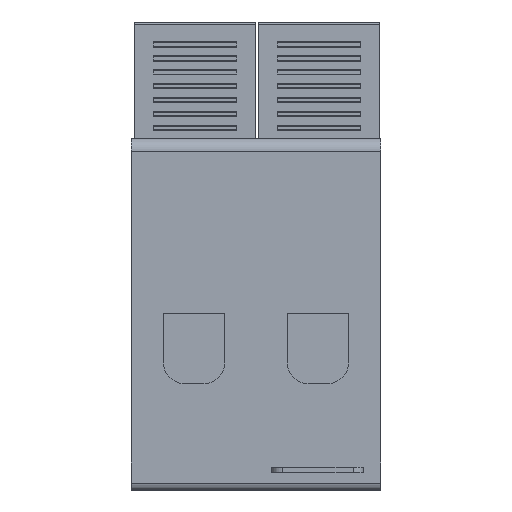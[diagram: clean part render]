
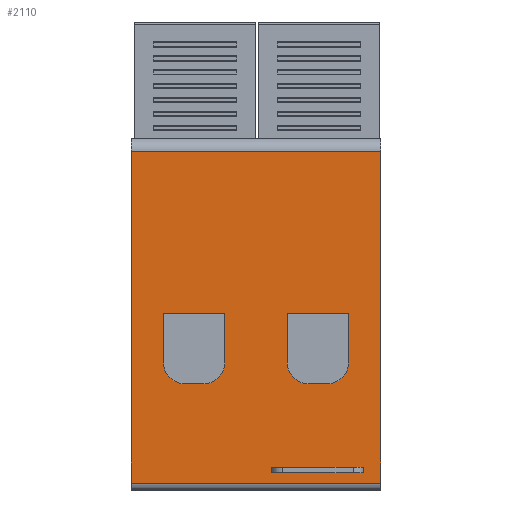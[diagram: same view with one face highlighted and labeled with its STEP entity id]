
A CAD part, left-side view. The second image highlights one B-rep face of the part: STEP entity #2110.
In plain terms, the highlighted planar face has unit normal (-1, 0, 0).
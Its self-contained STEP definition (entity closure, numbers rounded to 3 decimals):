
#278=DIRECTION('',(0.,0.,-1.));
#279=VECTOR('',#278,47.8);
#280=CARTESIAN_POINT('',(-57.99,13.3,43.696));
#281=LINE('',#280,#279);
#307=DIRECTION('',(0.,0.,1.));
#308=VECTOR('',#307,47.8);
#309=CARTESIAN_POINT('',(-57.99,-22.7,
-4.104));
#310=LINE('',#309,#308);
#503=CARTESIAN_POINT('',(-57.99,-12.2,13.196));
#504=DIRECTION('',(-1.,0.,0.));
#505=DIRECTION('',(0.,1.,0.));
#506=AXIS2_PLACEMENT_3D('',#503,#504,#505);
#511=CARTESIAN_POINT('',(-57.99,-15.,13.196));
#512=DIRECTION('',(-1.,0.,0.));
#513=DIRECTION('',(0.,0.,-1.));
#514=AXIS2_PLACEMENT_3D('',#511,#512,#513);
#519=CARTESIAN_POINT('',(-57.99,5.6,13.196));
#520=DIRECTION('',(-1.,0.,0.));
#521=DIRECTION('',(0.,1.,0.));
#522=AXIS2_PLACEMENT_3D('',#519,#520,#521);
#527=CARTESIAN_POINT('',(-57.99,2.8,13.196));
#528=DIRECTION('',(-1.,0.,0.));
#529=DIRECTION('',(0.,0.,-1.));
#530=AXIS2_PLACEMENT_3D('',#527,#528,#529);
#542=DIRECTION('',(0.,-1.,0.));
#543=VECTOR('',#542,36.);
#544=CARTESIAN_POINT('',(-57.99,13.3,-4.104));
#545=LINE('',#544,#543);
#556=DIRECTION('',(0.,1.,0.));
#557=VECTOR('',#556,36.);
#558=CARTESIAN_POINT('',(-57.99,-22.7,43.696));
#559=LINE('',#558,#557);
#1421=DIRECTION('',(0.,-1.,0.));
#1422=VECTOR('',#1421,8.8);
#1423=CARTESIAN_POINT('',(-57.99,-9.2,
20.296));
#1424=LINE('',#1423,#1422);
#1456=DIRECTION('',(0.,0.,-1.));
#1457=VECTOR('',#1456,7.1);
#1458=CARTESIAN_POINT('',(-57.99,-18.,
20.296));
#1459=LINE('',#1458,#1457);
#1477=DIRECTION('',(0.,1.,0.));
#1478=VECTOR('',#1477,2.8);
#1479=CARTESIAN_POINT('',(-57.99,-15.,
10.196));
#1480=LINE('',#1479,#1478);
#1498=DIRECTION('',(0.,0.,1.));
#1499=VECTOR('',#1498,7.1);
#1500=CARTESIAN_POINT('',(-57.99,-9.2,
13.196));
#1501=LINE('',#1500,#1499);
#1535=DIRECTION('',(0.,-1.,0.));
#1536=VECTOR('',#1535,8.8);
#1537=CARTESIAN_POINT('',(-57.99,8.6,20.296));
#1538=LINE('',#1537,#1536);
#1556=DIRECTION('',(0.,0.,-1.));
#1557=VECTOR('',#1556,7.1);
#1558=CARTESIAN_POINT('',(-57.99,-0.2,
20.296));
#1559=LINE('',#1558,#1557);
#1577=DIRECTION('',(0.,1.,0.));
#1578=VECTOR('',#1577,2.8);
#1579=CARTESIAN_POINT('',(-57.99,2.8,10.196));
#1580=LINE('',#1579,#1578);
#1605=DIRECTION('',(0.,0.,1.));
#1606=VECTOR('',#1605,7.1);
#1607=CARTESIAN_POINT('',(-57.99,8.6,13.196));
#1608=LINE('',#1607,#1606);
#1697=CARTESIAN_POINT('',(-57.99,13.3,43.696));
#1698=VERTEX_POINT('',#1697);
#1699=CARTESIAN_POINT('',(-57.99,13.3,
-4.104));
#1700=VERTEX_POINT('',#1699);
#1707=CARTESIAN_POINT('',(-57.99,-22.7,
-4.104));
#1708=CARTESIAN_POINT('',(-57.99,-22.7,
43.696));
#1709=VERTEX_POINT('',#1707);
#1710=VERTEX_POINT('',#1708);
#1757=CARTESIAN_POINT('',(-57.99,-9.2,
20.296));
#1758=CARTESIAN_POINT('',(-57.99,-18.,
20.296));
#1759=VERTEX_POINT('',#1757);
#1760=VERTEX_POINT('',#1758);
#1761=CARTESIAN_POINT('',(-57.99,-9.2,
13.196));
#1762=VERTEX_POINT('',#1761);
#1763=CARTESIAN_POINT('',(-57.99,-12.2,
10.196));
#1764=VERTEX_POINT('',#1763);
#1765=CARTESIAN_POINT('',(-57.99,-15.,
10.196));
#1766=VERTEX_POINT('',#1765);
#1767=CARTESIAN_POINT('',(-57.99,-18.,
13.196));
#1768=VERTEX_POINT('',#1767);
#1769=CARTESIAN_POINT('',(-57.99,8.6,20.296));
#1770=CARTESIAN_POINT('',(-57.99,-0.2,
20.296));
#1771=VERTEX_POINT('',#1769);
#1772=VERTEX_POINT('',#1770);
#1773=CARTESIAN_POINT('',(-57.99,8.6,13.196));
#1774=VERTEX_POINT('',#1773);
#1775=CARTESIAN_POINT('',(-57.99,5.6,10.196));
#1776=VERTEX_POINT('',#1775);
#1777=CARTESIAN_POINT('',(-57.99,2.8,10.196));
#1778=VERTEX_POINT('',#1777);
#1779=CARTESIAN_POINT('',(-57.99,-0.2,
13.196));
#1780=VERTEX_POINT('',#1779);
#2069=CARTESIAN_POINT('',(-57.99,31.3,43.696));
#2070=DIRECTION('',(1.,0.,0.));
#2071=DIRECTION('',(0.,0.,1.));
#2072=AXIS2_PLACEMENT_3D('',#2069,#2070,#2071);
#2073=PLANE('',#2072);
#2074=ORIENTED_EDGE('',*,*,#2013,.F.);
#2076=ORIENTED_EDGE('',*,*,#2075,.F.);
#2077=ORIENTED_EDGE('',*,*,#1984,.F.);
#2079=ORIENTED_EDGE('',*,*,#2078,.F.);
#2080=EDGE_LOOP('',(#2074,#2076,#2077,#2079));
#2081=FACE_OUTER_BOUND('',#2080,.F.);
#2083=ORIENTED_EDGE('',*,*,#2082,.F.);
#2085=ORIENTED_EDGE('',*,*,#2084,.F.);
#2087=ORIENTED_EDGE('',*,*,#2086,.T.);
#2089=ORIENTED_EDGE('',*,*,#2088,.F.);
#2091=ORIENTED_EDGE('',*,*,#2090,.T.);
#2093=ORIENTED_EDGE('',*,*,#2092,.F.);
#2094=EDGE_LOOP('',(#2083,#2085,#2087,#2089,#2091,#2093));
#2095=FACE_BOUND('',#2094,.F.);
#2097=ORIENTED_EDGE('',*,*,#2096,.F.);
#2099=ORIENTED_EDGE('',*,*,#2098,.F.);
#2101=ORIENTED_EDGE('',*,*,#2100,.T.);
#2103=ORIENTED_EDGE('',*,*,#2102,.F.);
#2105=ORIENTED_EDGE('',*,*,#2104,.T.);
#2107=ORIENTED_EDGE('',*,*,#2106,.F.);
#2108=EDGE_LOOP('',(#2097,#2099,#2101,#2103,#2105,#2107));
#2109=FACE_BOUND('',#2108,.F.);
#507=CIRCLE('',#506,3.);
#515=CIRCLE('',#514,3.);
#523=CIRCLE('',#522,3.);
#531=CIRCLE('',#530,3.);
#1984=EDGE_CURVE('',#1698,#1700,#281,.T.);
#2013=EDGE_CURVE('',#1709,#1710,#310,.T.);
#2075=EDGE_CURVE('',#1700,#1709,#545,.T.);
#2078=EDGE_CURVE('',#1710,#1698,#559,.T.);
#2082=EDGE_CURVE('',#1759,#1760,#1424,.T.);
#2084=EDGE_CURVE('',#1762,#1759,#1501,.T.);
#2086=EDGE_CURVE('',#1762,#1764,#507,.T.);
#2088=EDGE_CURVE('',#1766,#1764,#1480,.T.);
#2090=EDGE_CURVE('',#1766,#1768,#515,.T.);
#2092=EDGE_CURVE('',#1760,#1768,#1459,.T.);
#2096=EDGE_CURVE('',#1771,#1772,#1538,.T.);
#2098=EDGE_CURVE('',#1774,#1771,#1608,.T.);
#2100=EDGE_CURVE('',#1774,#1776,#523,.T.);
#2102=EDGE_CURVE('',#1778,#1776,#1580,.T.);
#2104=EDGE_CURVE('',#1778,#1780,#531,.T.);
#2106=EDGE_CURVE('',#1772,#1780,#1559,.T.);
#2110=ADVANCED_FACE('',(#2081,#2095,#2109),#2073,.F.);
